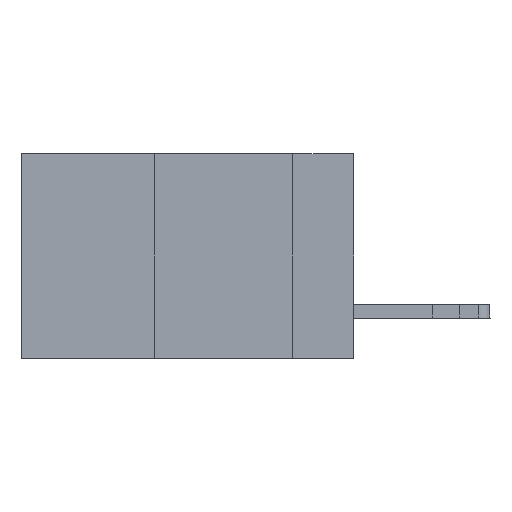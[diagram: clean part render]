
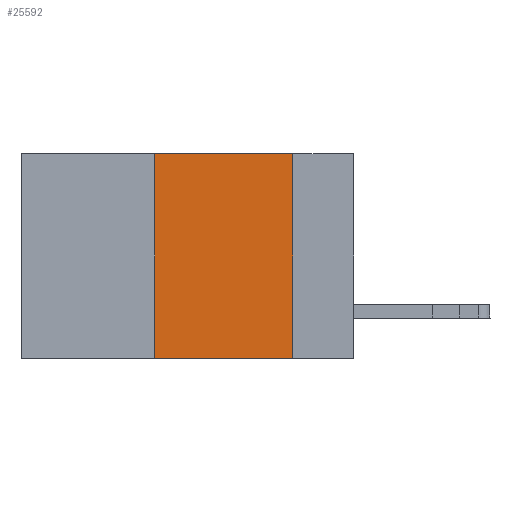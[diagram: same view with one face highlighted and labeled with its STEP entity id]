
A CAD part, left-side view. The second image highlights one B-rep face of the part: STEP entity #25592.
In plain terms, the highlighted planar face has unit normal (-1, 0, 0).
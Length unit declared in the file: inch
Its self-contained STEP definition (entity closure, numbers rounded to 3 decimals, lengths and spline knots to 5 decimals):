
#142 = DIRECTION ( 'NONE',  ( 0., -1., 0. ) ) ;
#1526 = AXIS2_PLACEMENT_3D ( 'NONE', #5386, #30470, #7816 ) ;
#1749 = ORIENTED_EDGE ( 'NONE', *, *, #11557, .F. ) ;
#2905 = CARTESIAN_POINT ( 'NONE',  ( 0., 0.6, 0. ) ) ;
#3512 = VECTOR ( 'NONE', #18646, 39.37008 ) ;
#3541 = LINE ( 'NONE', #11237, #22894 ) ;
#4677 = FACE_OUTER_BOUND ( 'NONE', #16571, .T. ) ;
#5386 = CARTESIAN_POINT ( 'NONE',  ( 0., 0.6, 0. ) ) ;
#5506 = VERTEX_POINT ( 'NONE', #15663 ) ;
#6026 = EDGE_CURVE ( 'NONE', #24225, #16741, #13141, .T. ) ;
#6488 = VECTOR ( 'NONE', #142, 39.37008 ) ;
#7816 = DIRECTION ( 'NONE',  ( 0., 0., -1. ) ) ;
#11237 = CARTESIAN_POINT ( 'NONE',  ( 0., 0.11, 0. ) ) ;
#11557 = EDGE_CURVE ( 'NONE', #16741, #26765, #3541, .T. ) ;
#11567 = EDGE_CURVE ( 'NONE', #5506, #24225, #25665, .T. ) ;
#12653 = PLANE ( 'NONE',  #1526 ) ;
#13141 = LINE ( 'NONE', #2905, #6488 ) ;
#13654 = EDGE_CURVE ( 'NONE', #5506, #26765, #14413, .T. ) ;
#14413 = LINE ( 'NONE', #17425, #16397 ) ;
#15303 = CARTESIAN_POINT ( 'NONE',  ( 0., 0.36, 0. ) ) ;
#15663 = CARTESIAN_POINT ( 'NONE',  ( 0., 0.36, -0.37 ) ) ;
#16087 = CARTESIAN_POINT ( 'NONE',  ( 0., 0.36, 0. ) ) ;
#16397 = VECTOR ( 'NONE', #24851, 39.37008 ) ;
#16571 = EDGE_LOOP ( 'NONE', ( #1749, #20007, #27711, #28545 ) ) ;
#16741 = VERTEX_POINT ( 'NONE', #19013 ) ;
#17425 = CARTESIAN_POINT ( 'NONE',  ( 0., 0.6, -0.37 ) ) ;
#18646 = DIRECTION ( 'NONE',  ( 0., 0., 1. ) ) ;
#19013 = CARTESIAN_POINT ( 'NONE',  ( 0., 0.11, 0. ) ) ;
#20007 = ORIENTED_EDGE ( 'NONE', *, *, #6026, .F. ) ;
#22894 = VECTOR ( 'NONE', #26322, 39.37008 ) ;
#24225 = VERTEX_POINT ( 'NONE', #15303 ) ;
#24851 = DIRECTION ( 'NONE',  ( 0., -1., 0. ) ) ;
#25592 = ADVANCED_FACE ( 'NONE', ( #4677 ), #12653, .F. ) ;
#25665 = LINE ( 'NONE', #16087, #3512 ) ;
#26322 = DIRECTION ( 'NONE',  ( 0., 0., -1. ) ) ;
#26765 = VERTEX_POINT ( 'NONE', #29154 ) ;
#27711 = ORIENTED_EDGE ( 'NONE', *, *, #11567, .F. ) ;
#28545 = ORIENTED_EDGE ( 'NONE', *, *, #13654, .T. ) ;
#29154 = CARTESIAN_POINT ( 'NONE',  ( 0., 0.11, -0.37 ) ) ;
#30470 = DIRECTION ( 'NONE',  ( 1., 0., 0. ) ) ;
